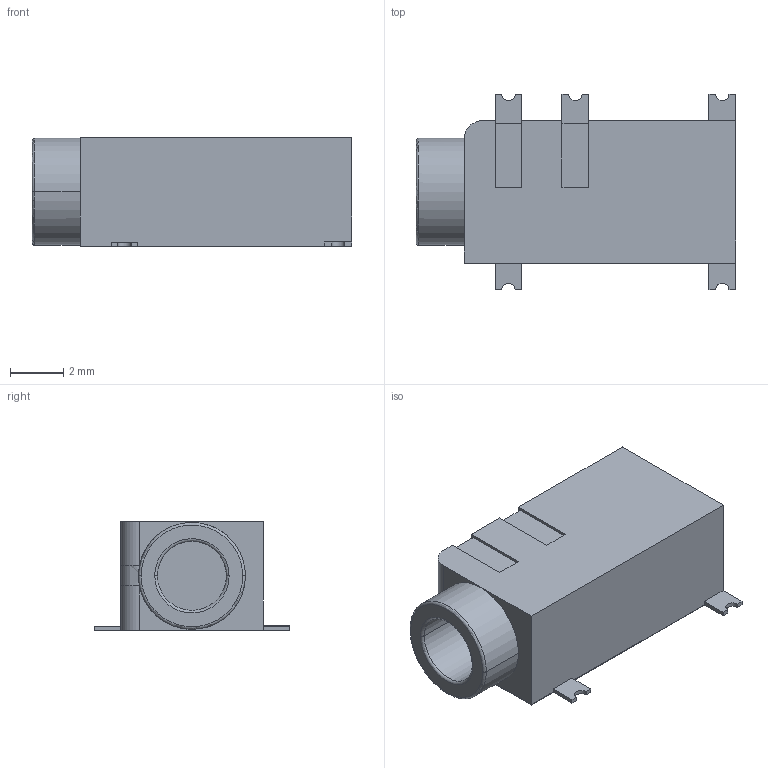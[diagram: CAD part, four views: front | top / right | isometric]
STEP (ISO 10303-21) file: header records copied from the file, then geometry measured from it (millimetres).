
FILE_DESCRIPTION(('FreeCAD Model'),'2;1');
FILE_NAME( 'SW3dPS-audio_buchse.step', '2016-10-31T11:00:57',('Author'),(''), 'Open CASCADE STEP processor 6.8','FreeCAD','Unknown');
FILE_SCHEMA(('AUTOMOTIVE_DESIGN_CC2 { 1 2 10303 214 -1 1 5 4 }'));
Length unit declared in the file: millimetre
Products named in the file (2): ASSEMBLY; SW3dPS-audio_buchse
Assembly tree (1 placements, depth 2):
  ASSEMBLY
    SW3dPS-audio_buchse
Bounding box: 11.97 x 7.33 x 4.07 mm (x, y, z)
Surface area: 319.9 mm2 (no closed solid volume)
Topology: 0 solids, 75 shells, 75 faces, 394 edges, 394 vertices
Faces by surface type: plane 55, cylinder 15, torus 4, bspline 1
Entity records: 9750 total; most frequent: CARTESIAN_POINT 4113, DIRECTION 894, LINE 594, VECTOR 594, ORIENTED_EDGE 394, EDGE_CURVE 394, VERTEX_POINT 394, SURFACE_CURVE 394
